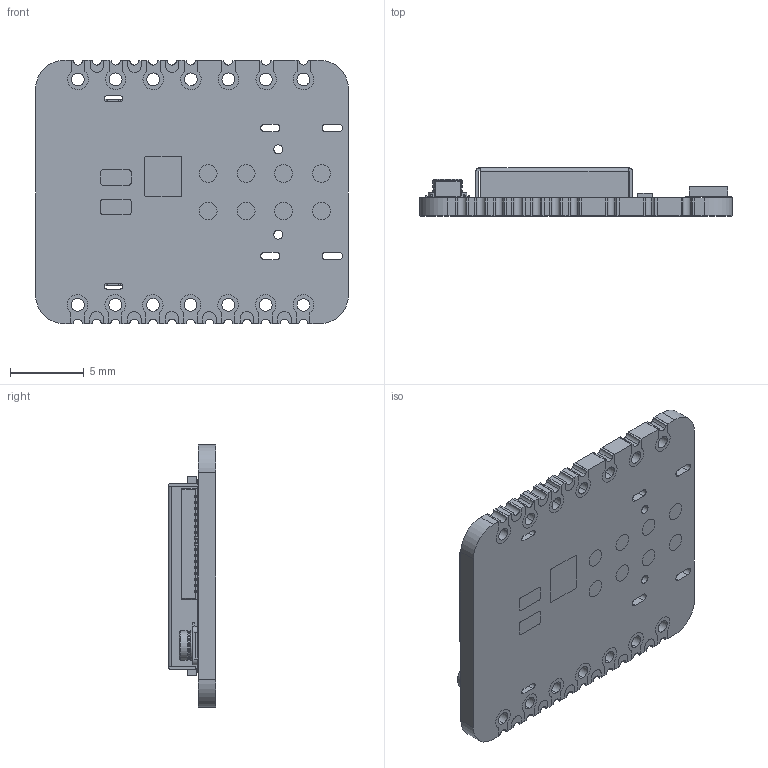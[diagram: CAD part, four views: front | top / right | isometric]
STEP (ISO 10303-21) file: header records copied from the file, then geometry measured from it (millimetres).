
FILE_DESCRIPTION(/* description */ ('KiCad electronic assembly'),/* implementation_level */ '2;1');
FILE_NAME(/* name */ 'XIAO ESP32S3 PLUS NO USB.step',/* time_stamp */ '2025-06-14T16:35:39+02:00',/* author */ (''),/* organization */ (''),/* preprocessor_version */ 'ST-DEVELOPER v20.1',/* originating_system */ 'Autodesk Translation Framework v14.10.0.0',/* authorisation */ '');
FILE_SCHEMA (('AUTOMOTIVE_DESIGN { 1 0 10303 214 3 1 1 }'));
Products named in the file (29): XIAO ESP32S3 PLUS_V1.0_241025 1; XIAO ESP32S3 PLUS_V1.0_241025_PCB; DF40C-30DP-0.4V_51_ v1; USB TYPE C PORT; USB TYPE C PORT (1); BOSS-EXTRUDE14_8_; BOSS-EXTRUDE7_4_; BOSS-EXTRUDE7_3_; BOSS-EXTRUDE14_4_; BOSS-EXTRUDE14_2_; BOSS-EXTRUDE14_11_; BOSS-EXTRUDE7_7_; BOSS-EXTRUDE14_9_; BOSS-EXTRUDE14_3_; BOSS-EXTRUDE14_7_; MIRROR2; BOSS-EXTRUDE14_5_; BOSS-EXTRUDE14_12_; BOSS-EXTRUDE7_8_; BOSS-EXTRUDE7_1_; BOSS-EXTRUDE14_10_; BOSS-EXTRUDE7_9_; BOSS-EXTRUDE14_6_; BOSS-EXTRUDE14_1_; Shield; U.FL-R-SMT-1_10_ v1; SKTAAAE010 v1; Body; Pins
Assembly tree (29 placements, depth 5):
  XIAO ESP32S3 PLUS_V1.0_241025 1
    XIAO ESP32S3 PLUS_V1.0_241025_PCB
      DF40C-30DP-0.4V_51_ v1
      USB TYPE C PORT
        USB TYPE C PORT (1)
          BOSS-EXTRUDE14_8_
          BOSS-EXTRUDE7_4_
          BOSS-EXTRUDE7_3_
          BOSS-EXTRUDE14_4_
          BOSS-EXTRUDE14_2_
          BOSS-EXTRUDE14_11_
          BOSS-EXTRUDE7_7_
          BOSS-EXTRUDE14_9_
          BOSS-EXTRUDE14_3_
          BOSS-EXTRUDE14_7_
          MIRROR2
          BOSS-EXTRUDE14_5_
          BOSS-EXTRUDE14_12_
          BOSS-EXTRUDE7_8_
          BOSS-EXTRUDE7_1_
          BOSS-EXTRUDE14_10_
          BOSS-EXTRUDE7_9_
          BOSS-EXTRUDE14_6_
          BOSS-EXTRUDE14_1_
      Shield
      SKTAAAE010 v1  x2
        Body
        Pins
      U.FL-R-SMT-1_10_ v1
Bounding box: 21.14 x 3.23 x 17.78 mm (x, y, z)
Volume: 491.5 mm3; surface area: 2022 mm2
Topology: 61 solids, 61 shells, 2076 faces, 5650 edges, 3755 vertices
Faces by surface type: plane 1314, bspline 375, cylinder 368, torus 12, cone 7
Full cylindrical faces by diameter (mm): 0.5 x1, 0.6 x2, 0.85 x1, 1.2 x16, 1.72 x1, 1.86 x1, 2 x2
Entity records: 66744 total; most frequent: CARTESIAN_POINT 15279, ORIENTED_EDGE 11180, DIRECTION 9264, EDGE_CURVE 5590, LINE 4058, VECTOR 4058, VERTEX_POINT 3715, AXIS2_PLACEMENT_3D 2603
